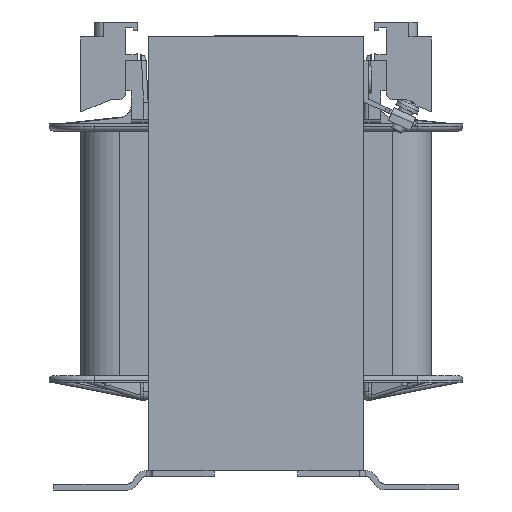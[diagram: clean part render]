
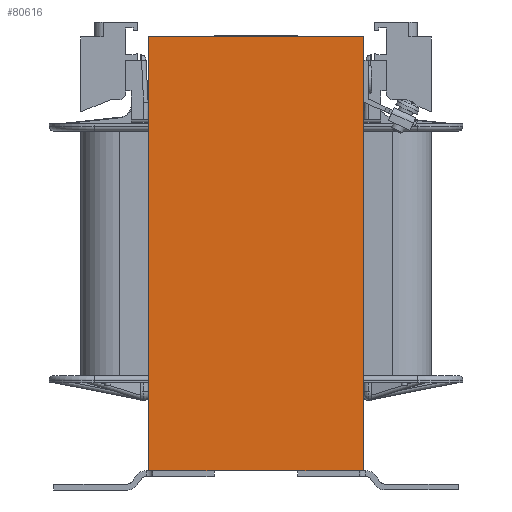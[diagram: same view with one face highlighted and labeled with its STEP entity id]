
A CAD part, left-side view. The second image highlights one B-rep face of the part: STEP entity #80616.
In plain terms, the highlighted planar face has unit normal (-1, 0, 0).
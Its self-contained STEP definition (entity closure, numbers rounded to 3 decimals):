
#2490=FACE_OUTER_BOUND('',#6520,.T.);
#6520=EDGE_LOOP('',(#52635,#52636,#52637,#52638,#52639,#52640,#52641,#52642));
#10838=LINE('',#111179,#21020);
#10929=LINE('',#111413,#21111);
#10940=LINE('',#111443,#21122);
#11061=LINE('',#111753,#21243);
#11410=LINE('',#114194,#21592);
#11415=LINE('',#114201,#21597);
#11416=LINE('',#114203,#21598);
#11417=LINE('',#114204,#21599);
#21020=VECTOR('',#90408,10.);
#21111=VECTOR('',#90643,10.);
#21122=VECTOR('',#90666,10.);
#21243=VECTOR('',#90965,10.);
#21592=VECTOR('',#91724,10.);
#21597=VECTOR('',#91731,10.);
#21598=VECTOR('',#91732,10.);
#21599=VECTOR('',#91733,10.);
#31356=VERTEX_POINT('',#111150);
#31365=VERTEX_POINT('',#111178);
#31436=VERTEX_POINT('',#111411);
#31448=VERTEX_POINT('',#111441);
#31449=VERTEX_POINT('',#111442);
#31549=VERTEX_POINT('',#111752);
#31932=VERTEX_POINT('',#114200);
#31933=VERTEX_POINT('',#114202);
#39070=EDGE_CURVE('',#31365,#31356,#10838,.T.);
#39190=EDGE_CURVE('',#31356,#31436,#10929,.T.);
#39203=EDGE_CURVE('',#31448,#31449,#10940,.T.);
#39360=EDGE_CURVE('',#31549,#31448,#11061,.T.);
#39931=EDGE_CURVE('',#31449,#31365,#11410,.T.);
#39936=EDGE_CURVE('',#31932,#31549,#11415,.T.);
#39937=EDGE_CURVE('',#31436,#31933,#11416,.T.);
#39938=EDGE_CURVE('',#31932,#31933,#11417,.T.);
#52635=ORIENTED_EDGE('',*,*,#39936,.T.);
#52636=ORIENTED_EDGE('',*,*,#39360,.T.);
#52637=ORIENTED_EDGE('',*,*,#39203,.T.);
#52638=ORIENTED_EDGE('',*,*,#39931,.T.);
#52639=ORIENTED_EDGE('',*,*,#39070,.T.);
#52640=ORIENTED_EDGE('',*,*,#39190,.T.);
#52641=ORIENTED_EDGE('',*,*,#39937,.T.);
#52642=ORIENTED_EDGE('',*,*,#39938,.F.);
#73178=PLANE('',#84787);
#80616=ADVANCED_FACE('',(#2490),#73178,.T.);
#84787=AXIS2_PLACEMENT_3D('',#114199,#91729,#91730);
#90408=DIRECTION('',(0.,-1.,0.));
#90643=DIRECTION('',(0.,-1.,0.));
#90666=DIRECTION('',(0.,-1.,0.));
#90965=DIRECTION('',(0.,-1.,0.));
#91724=DIRECTION('',(0.,-1.,0.));
#91729=DIRECTION('center_axis',(-1.,0.,0.));
#91730=DIRECTION('ref_axis',(0.,0.,1.));
#91731=DIRECTION('',(0.,0.,-1.));
#91732=DIRECTION('',(0.,0.,1.));
#91733=DIRECTION('',(0.,-1.,0.));
#111150=CARTESIAN_POINT('',(-87.,-34.5,-72.5));
#111178=CARTESIAN_POINT('',(-87.,-14.,-72.5));
#111179=CARTESIAN_POINT('',(-87.,0.,-72.5));
#111411=CARTESIAN_POINT('',(-87.,-36.,-72.5));
#111413=CARTESIAN_POINT('',(-87.,0.,-72.5));
#111441=CARTESIAN_POINT('',(-87.,34.5,-72.5));
#111442=CARTESIAN_POINT('',(-87.,14.,-72.5));
#111443=CARTESIAN_POINT('',(-87.,0.,-72.5));
#111752=CARTESIAN_POINT('',(-87.,36.,-72.5));
#111753=CARTESIAN_POINT('',(-87.,0.,-72.5));
#114194=CARTESIAN_POINT('',(-87.,0.,-72.5));
#114199=CARTESIAN_POINT('Origin',(-87.,0.,72.5));
#114200=CARTESIAN_POINT('',(-87.,36.,72.5));
#114201=CARTESIAN_POINT('',(-87.,36.,72.5));
#114202=CARTESIAN_POINT('',(-87.,-36.,72.5));
#114203=CARTESIAN_POINT('',(-87.,-36.,72.5));
#114204=CARTESIAN_POINT('',(-87.,0.,72.5));
